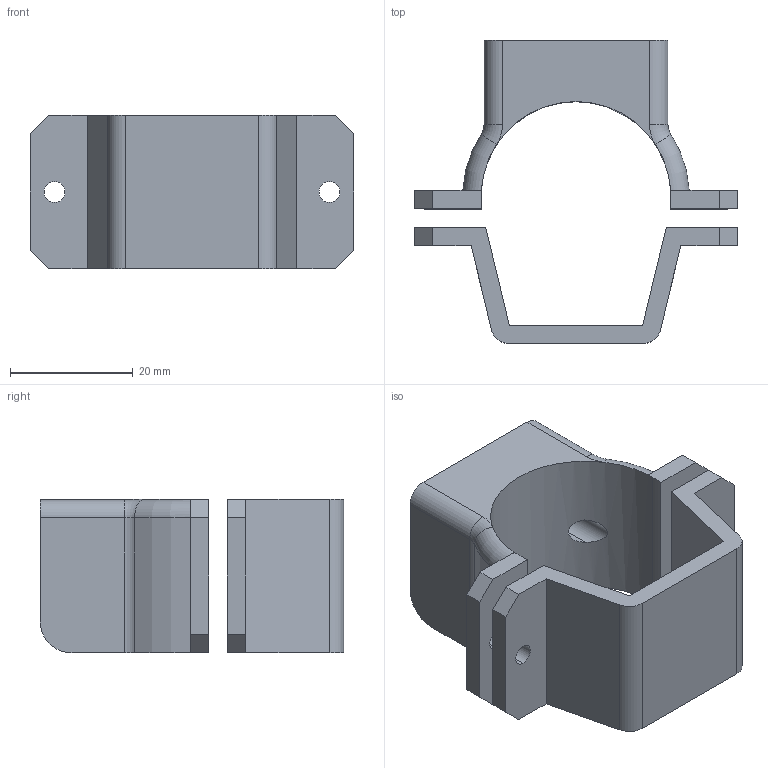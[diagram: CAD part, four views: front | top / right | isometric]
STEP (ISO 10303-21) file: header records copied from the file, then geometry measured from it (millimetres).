
FILE_DESCRIPTION (( 'STEP AP203' ), '1' );
FILE_NAME ('masterSwitch_Actuator_Mount.STEP', '2025-08-15T03:01:54', ( '' ), ( '' ), 'SwSTEP 2.0', 'SolidWorks 2019', '' );
FILE_SCHEMA (( 'CONFIG_CONTROL_DESIGN' ));
Length unit declared in the file: millimetre
Products named in the file (1): masterSwitch_Actuator_Mount
Bounding box: 52.78 x 49.5 x 25 mm (x, y, z)
Volume: 17346.2 mm3; surface area: 10035.6 mm2
Topology: 2 solids, 2 shells, 63 faces, 169 edges, 110 vertices
Faces by surface type: plane 35, cylinder 24, torus 4
Entity records: 2200 total; most frequent: CARTESIAN_POINT 485, DIRECTION 343, ORIENTED_EDGE 338, EDGE_CURVE 169, AXIS2_PLACEMENT_3D 116, LINE 111, VECTOR 111, VERTEX_POINT 110
